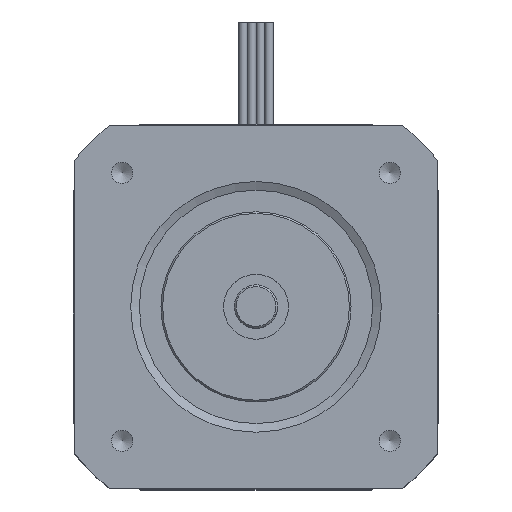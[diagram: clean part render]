
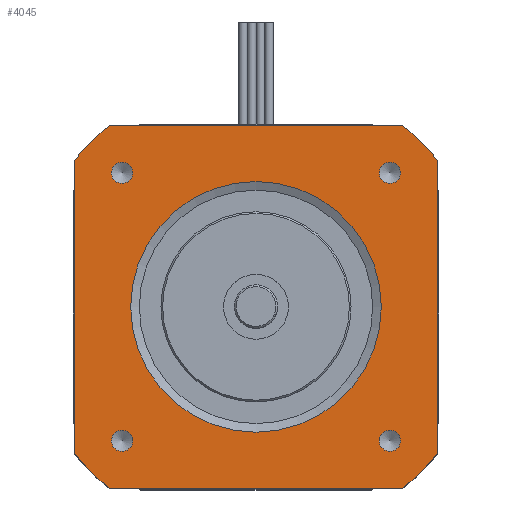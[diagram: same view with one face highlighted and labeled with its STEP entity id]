
A CAD part, top view. The second image highlights one B-rep face of the part: STEP entity #4045.
In plain terms, the highlighted planar face has unit normal (0, 0, 1).
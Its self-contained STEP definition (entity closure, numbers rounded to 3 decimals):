
#133=LINE('',#6186,#381);
#143=LINE('',#6214,#391);
#145=LINE('',#6225,#393);
#146=LINE('',#6229,#394);
#381=VECTOR('',#4894,33.941);
#391=VECTOR('',#4922,33.941);
#393=VECTOR('',#4934,33.941);
#394=VECTOR('',#4937,33.941);
#618=PLANE('',#4340);
#747=FACE_BOUND('',#1171,.T.);
#748=FACE_BOUND('',#1172,.T.);
#749=FACE_BOUND('',#1173,.T.);
#750=FACE_BOUND('',#1174,.T.);
#751=FACE_BOUND('',#1175,.T.);
#901=FACE_OUTER_BOUND('',#1170,.T.);
#1170=EDGE_LOOP('',(#2770,#2771,#2772,#2773,#2774,#2775,#2776,#2777));
#1171=EDGE_LOOP('',(#2778));
#1172=EDGE_LOOP('',(#2779));
#1173=EDGE_LOOP('',(#2780));
#1174=EDGE_LOOP('',(#2781));
#1175=EDGE_LOOP('',(#2782));
#1496=CIRCLE('',#4308,1.23);
#1498=CIRCLE('',#4312,1.23);
#1500=CIRCLE('',#4316,1.23);
#1502=CIRCLE('',#4320,1.23);
#1509=CIRCLE('',#4339,14.5);
#1510=CIRCLE('',#4341,27.);
#1511=CIRCLE('',#4342,27.);
#1512=CIRCLE('',#4343,27.);
#1513=CIRCLE('',#4344,27.);
#1736=VERTEX_POINT('',#6117);
#1738=VERTEX_POINT('',#6123);
#1740=VERTEX_POINT('',#6129);
#1742=VERTEX_POINT('',#6135);
#1761=VERTEX_POINT('',#6183);
#1762=VERTEX_POINT('',#6185);
#1770=VERTEX_POINT('',#6211);
#1771=VERTEX_POINT('',#6213);
#1773=VERTEX_POINT('',#6219);
#1774=VERTEX_POINT('',#6222);
#1775=VERTEX_POINT('',#6224);
#1776=VERTEX_POINT('',#6226);
#1777=VERTEX_POINT('',#6228);
#2132=EDGE_CURVE('',#1736,#1736,#1496,.T.);
#2134=EDGE_CURVE('',#1738,#1738,#1498,.T.);
#2136=EDGE_CURVE('',#1740,#1740,#1500,.T.);
#2138=EDGE_CURVE('',#1742,#1742,#1502,.T.);
#2162=EDGE_CURVE('',#1761,#1762,#133,.T.);
#2176=EDGE_CURVE('',#1770,#1771,#143,.T.);
#2179=EDGE_CURVE('',#1773,#1773,#1509,.T.);
#2180=EDGE_CURVE('',#1774,#1770,#1510,.T.);
#2181=EDGE_CURVE('',#1775,#1774,#145,.T.);
#2182=EDGE_CURVE('',#1776,#1775,#1511,.T.);
#2183=EDGE_CURVE('',#1777,#1776,#146,.T.);
#2184=EDGE_CURVE('',#1762,#1777,#1512,.T.);
#2185=EDGE_CURVE('',#1771,#1761,#1513,.T.);
#2770=ORIENTED_EDGE('',*,*,#2176,.F.);
#2771=ORIENTED_EDGE('',*,*,#2180,.F.);
#2772=ORIENTED_EDGE('',*,*,#2181,.F.);
#2773=ORIENTED_EDGE('',*,*,#2182,.F.);
#2774=ORIENTED_EDGE('',*,*,#2183,.F.);
#2775=ORIENTED_EDGE('',*,*,#2184,.F.);
#2776=ORIENTED_EDGE('',*,*,#2162,.F.);
#2777=ORIENTED_EDGE('',*,*,#2185,.F.);
#2778=ORIENTED_EDGE('',*,*,#2132,.T.);
#2779=ORIENTED_EDGE('',*,*,#2134,.T.);
#2780=ORIENTED_EDGE('',*,*,#2136,.T.);
#2781=ORIENTED_EDGE('',*,*,#2138,.T.);
#2782=ORIENTED_EDGE('',*,*,#2179,.F.);
#4045=ADVANCED_FACE('',(#901,#747,#748,#749,#750,#751),#618,.T.);
#4308=AXIS2_PLACEMENT_3D('',#6118,#4832,#4833);
#4312=AXIS2_PLACEMENT_3D('',#6124,#4840,#4841);
#4316=AXIS2_PLACEMENT_3D('',#6130,#4848,#4849);
#4320=AXIS2_PLACEMENT_3D('',#6136,#4856,#4857);
#4339=AXIS2_PLACEMENT_3D('',#6220,#4928,#4929);
#4340=AXIS2_PLACEMENT_3D('',#6221,#4930,#4931);
#4341=AXIS2_PLACEMENT_3D('',#6223,#4932,#4933);
#4342=AXIS2_PLACEMENT_3D('',#6227,#4935,#4936);
#4343=AXIS2_PLACEMENT_3D('',#6230,#4938,#4939);
#4344=AXIS2_PLACEMENT_3D('',#6231,#4940,#4941);
#4832=DIRECTION('center_axis',(0.,0.,
-1.));
#4833=DIRECTION('ref_axis',(1.,0.,0.));
#4840=DIRECTION('center_axis',(0.,0.,
-1.));
#4841=DIRECTION('ref_axis',(1.,0.,0.));
#4848=DIRECTION('center_axis',(0.,0.,
-1.));
#4849=DIRECTION('ref_axis',(1.,0.,0.));
#4856=DIRECTION('center_axis',(0.,0.,
-1.));
#4857=DIRECTION('ref_axis',(1.,0.,0.));
#4894=DIRECTION('',(0.,-1.,0.));
#4922=DIRECTION('',(1.,0.,0.));
#4928=DIRECTION('center_axis',(0.,0.,
1.));
#4929=DIRECTION('ref_axis',(-1.,0.,0.));
#4930=DIRECTION('center_axis',(0.,0.,
1.));
#4931=DIRECTION('ref_axis',(1.,0.,0.));
#4932=DIRECTION('center_axis',(0.,0.,
-1.));
#4933=DIRECTION('ref_axis',(-0.629,0.778,0.));
#4934=DIRECTION('',(0.,1.,0.));
#4935=DIRECTION('center_axis',(0.,0.,
-1.));
#4936=DIRECTION('ref_axis',(-0.778,-0.629,0.));
#4937=DIRECTION('',(-1.,0.,0.));
#4938=DIRECTION('center_axis',(0.,0.,
-1.));
#4939=DIRECTION('ref_axis',(0.629,-0.778,0.));
#4940=DIRECTION('center_axis',(0.,0.,
-1.));
#4941=DIRECTION('ref_axis',(0.778,0.629,0.));
#6117=CARTESIAN_POINT('',(-14.271,-15.5,6.));
#6118=CARTESIAN_POINT('Origin',(-15.5,-15.5,6.));
#6123=CARTESIAN_POINT('',(16.73,15.5,6.));
#6124=CARTESIAN_POINT('Origin',(15.5,15.5,6.));
#6129=CARTESIAN_POINT('',(16.73,-15.5,6.));
#6130=CARTESIAN_POINT('Origin',(15.5,-15.5,6.));
#6135=CARTESIAN_POINT('',(-14.271,15.5,6.));
#6136=CARTESIAN_POINT('Origin',(-15.5,15.5,6.));
#6183=CARTESIAN_POINT('',(21.,16.971,6.));
#6185=CARTESIAN_POINT('',(21.,-16.971,6.));
#6186=CARTESIAN_POINT('',(21.,16.971,6.));
#6211=CARTESIAN_POINT('',(-16.971,21.,6.));
#6213=CARTESIAN_POINT('',(16.971,21.,6.));
#6214=CARTESIAN_POINT('',(-16.971,21.,6.));
#6219=CARTESIAN_POINT('',(14.5,0.,6.));
#6220=CARTESIAN_POINT('Origin',(0.,0.,
6.));
#6221=CARTESIAN_POINT('Origin',(0.,0.,
6.));
#6222=CARTESIAN_POINT('',(-21.,16.971,6.));
#6223=CARTESIAN_POINT('Origin',(0.,0.,
6.));
#6224=CARTESIAN_POINT('',(-21.,-16.971,6.));
#6225=CARTESIAN_POINT('',(-21.,-16.971,6.));
#6226=CARTESIAN_POINT('',(-16.971,-21.,6.));
#6227=CARTESIAN_POINT('Origin',(0.,0.,
6.));
#6228=CARTESIAN_POINT('',(16.971,-21.,6.));
#6229=CARTESIAN_POINT('',(16.971,-21.,6.));
#6230=CARTESIAN_POINT('Origin',(0.,0.,
6.));
#6231=CARTESIAN_POINT('Origin',(0.,0.,
6.));
